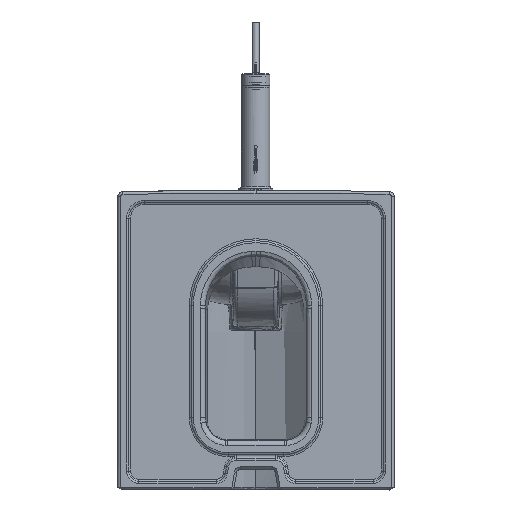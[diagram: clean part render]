
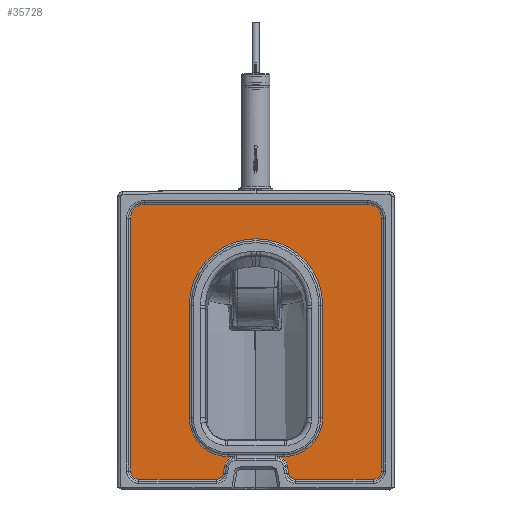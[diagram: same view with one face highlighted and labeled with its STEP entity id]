
A CAD part, left-side view. The second image highlights one B-rep face of the part: STEP entity #35728.
In plain terms, the highlighted face is planar.
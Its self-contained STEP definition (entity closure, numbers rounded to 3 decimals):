
#35480=CARTESIAN_POINT('',(-5.672,52.804,-382.783));
#35481=VERTEX_POINT('',#35480);
#35482=CARTESIAN_POINT('',(-5.616,43.339,-374.766));
#35483=VERTEX_POINT('',#35482);
#35484=CARTESIAN_POINT('',(-5.605,52.804,-373.188));
#35485=DIRECTION('',(1.,0.,-0.007));
#35486=DIRECTION('',(0.007,0.,1.));
#35487=AXIS2_PLACEMENT_3D('',#35484,#35485,#35486);
#35488=CIRCLE('',#35487,9.595);
#35489=EDGE_CURVE('',#35481,#35483,#35488,.F.);
#35524=CARTESIAN_POINT('',(-5.553,41.823,-365.67));
#35525=VERTEX_POINT('',#35524);
#35526=CARTESIAN_POINT('',(-5.553,41.823,-365.67));
#35527=DIRECTION('',(-0.007,0.164,-0.986));
#35528=VECTOR('',#35527,9.221);
#35529=LINE('',#35526,#35528);
#35530=EDGE_CURVE('',#35483,#35525,#35529,.F.);
#35551=CARTESIAN_POINT('',(-3.,0.0,0.021));
#35552=DIRECTION('',(1.,0.0,-0.007));
#35553=DIRECTION('',(-0.007,0.0,-1.));
#35554=AXIS2_PLACEMENT_3D('',#35551,#35552,#35553);
#35555=PLANE('',#35554);
#35556=CARTESIAN_POINT('',(-4.058,-88.696,-151.475));
#35557=VERTEX_POINT('',#35556);
#35558=CARTESIAN_POINT('',(-4.058,88.696,-151.475));
#35559=VERTEX_POINT('',#35558);
#35560=CARTESIAN_POINT('',(-4.058,0.,-151.475));
#35561=DIRECTION('',(1.,0.0,-0.007));
#35562=DIRECTION('',(0.007,0.0,1.));
#35563=AXIS2_PLACEMENT_3D('',#35560,#35561,#35562);
#35564=CIRCLE('',#35563,88.696);
#35565=EDGE_CURVE('',#35557,#35559,#35564,.F.);
#35566=ORIENTED_EDGE('',*,*,#35565,.T.);
#35567=CARTESIAN_POINT('',(-5.1,88.696,-300.764));
#35568=VERTEX_POINT('',#35567);
#35569=CARTESIAN_POINT('',(-5.1,88.696,-300.764));
#35570=DIRECTION('',(0.007,0.0,1.));
#35571=VECTOR('',#35570,149.292);
#35572=LINE('',#35569,#35571);
#35573=EDGE_CURVE('',#35559,#35568,#35572,.F.);
#35574=ORIENTED_EDGE('',*,*,#35573,.T.);
#35575=CARTESIAN_POINT('',(-5.461,37.025,-352.434));
#35576=VERTEX_POINT('',#35575);
#35577=CARTESIAN_POINT('',(-5.1,37.025,-300.764));
#35578=DIRECTION('',(1.,0.0,-0.007));
#35579=DIRECTION('',(0.007,0.0,1.));
#35580=AXIS2_PLACEMENT_3D('',#35577,#35578,#35579);
#35581=CIRCLE('',#35580,51.671);
#35582=EDGE_CURVE('',#35568,#35576,#35581,.F.);
#35583=ORIENTED_EDGE('',*,*,#35582,.T.);
#35584=CARTESIAN_POINT('',(-5.461,28.946,-352.434));
#35585=VERTEX_POINT('',#35584);
#35586=CARTESIAN_POINT('',(-5.461,28.946,-352.434));
#35587=DIRECTION('',(0.0,1.0,0.0));
#35588=VECTOR('',#35587,8.079);
#35589=LINE('',#35586,#35588);
#35590=EDGE_CURVE('',#35576,#35585,#35589,.F.);
#35591=ORIENTED_EDGE('',*,*,#35590,.T.);
#35592=CARTESIAN_POINT('',(-5.572,25.845,-368.333));
#35593=DIRECTION('',(1.,0.0,-0.007));
#35594=DIRECTION('',(0.007,0.0,1.));
#35595=AXIS2_PLACEMENT_3D('',#35592,#35593,#35594);
#35596=CIRCLE('',#35595,16.199);
#35597=EDGE_CURVE('',#35525,#35585,#35596,.T.);
#35598=ORIENTED_EDGE('',*,*,#35597,.F.);
#35599=ORIENTED_EDGE('',*,*,#35530,.F.);
#35600=ORIENTED_EDGE('',*,*,#35489,.F.);
#35601=CARTESIAN_POINT('',(-5.672,155.755,-382.783));
#35602=VERTEX_POINT('',#35601);
#35603=CARTESIAN_POINT('',(-5.672,52.804,-382.783));
#35604=DIRECTION('',(0.0,1.0,0.0));
#35605=VECTOR('',#35604,102.951);
#35606=LINE('',#35603,#35605);
#35607=EDGE_CURVE('',#35602,#35481,#35606,.F.);
#35608=ORIENTED_EDGE('',*,*,#35607,.F.);
#35609=CARTESIAN_POINT('',(-5.595,166.804,-371.734));
#35610=VERTEX_POINT('',#35609);
#35611=CARTESIAN_POINT('',(-5.595,155.755,-371.734));
#35612=DIRECTION('',(1.,0.0,-0.007));
#35613=DIRECTION('',(0.007,0.0,1.));
#35614=AXIS2_PLACEMENT_3D('',#35611,#35612,#35613);
#35615=CIRCLE('',#35614,11.049);
#35616=EDGE_CURVE('',#35610,#35602,#35615,.F.);
#35617=ORIENTED_EDGE('',*,*,#35616,.F.);
#35618=CARTESIAN_POINT('',(-3.249,166.804,-35.663));
#35619=VERTEX_POINT('',#35618);
#35620=CARTESIAN_POINT('',(-5.595,166.804,-371.734));
#35621=DIRECTION('',(0.007,0.0,1.));
#35622=VECTOR('',#35621,336.08);
#35623=LINE('',#35620,#35622);
#35624=EDGE_CURVE('',#35619,#35610,#35623,.F.);
#35625=ORIENTED_EDGE('',*,*,#35624,.F.);
#35626=CARTESIAN_POINT('',(-3.12,148.315,-17.175));
#35627=VERTEX_POINT('',#35626);
#35628=CARTESIAN_POINT('',(-3.249,148.315,-35.663));
#35629=DIRECTION('',(1.,0.0,-0.007));
#35630=DIRECTION('',(0.007,0.0,1.));
#35631=AXIS2_PLACEMENT_3D('',#35628,#35629,#35630);
#35632=CIRCLE('',#35631,18.489);
#35633=EDGE_CURVE('',#35627,#35619,#35632,.F.);
#35634=ORIENTED_EDGE('',*,*,#35633,.F.);
#35635=CARTESIAN_POINT('',(-3.12,-148.315,-17.175));
#35636=VERTEX_POINT('',#35635);
#35637=CARTESIAN_POINT('',(-3.12,148.315,-17.175));
#35638=DIRECTION('',(0.0,-1.0,0.0));
#35639=VECTOR('',#35638,296.63);
#35640=LINE('',#35637,#35639);
#35641=EDGE_CURVE('',#35627,#35636,#35640,.T.);
#35642=ORIENTED_EDGE('',*,*,#35641,.T.);
#35643=CARTESIAN_POINT('',(-3.249,-166.804,-35.663));
#35644=VERTEX_POINT('',#35643);
#35645=CARTESIAN_POINT('',(-3.249,-148.315,-35.663));
#35646=DIRECTION('',(1.,0.0,-0.007));
#35647=DIRECTION('',(0.007,0.0,1.));
#35648=AXIS2_PLACEMENT_3D('',#35645,#35646,#35647);
#35649=CIRCLE('',#35648,18.489);
#35650=EDGE_CURVE('',#35636,#35644,#35649,.T.);
#35651=ORIENTED_EDGE('',*,*,#35650,.T.);
#35652=CARTESIAN_POINT('',(-5.595,-166.804,-371.734));
#35653=VERTEX_POINT('',#35652);
#35654=CARTESIAN_POINT('',(-5.595,-166.804,-371.734));
#35655=DIRECTION('',(0.007,0.0,1.));
#35656=VECTOR('',#35655,336.08);
#35657=LINE('',#35654,#35656);
#35658=EDGE_CURVE('',#35644,#35653,#35657,.F.);
#35659=ORIENTED_EDGE('',*,*,#35658,.T.);
#35660=CARTESIAN_POINT('',(-5.672,-155.755,-382.783));
#35661=VERTEX_POINT('',#35660);
#35662=CARTESIAN_POINT('',(-5.595,-155.755,-371.734));
#35663=DIRECTION('',(1.,0.0,-0.007));
#35664=DIRECTION('',(0.007,0.0,1.));
#35665=AXIS2_PLACEMENT_3D('',#35662,#35663,#35664);
#35666=CIRCLE('',#35665,11.049);
#35667=EDGE_CURVE('',#35653,#35661,#35666,.T.);
#35668=ORIENTED_EDGE('',*,*,#35667,.T.);
#35669=CARTESIAN_POINT('',(-5.672,-52.804,-382.783));
#35670=VERTEX_POINT('',#35669);
#35671=CARTESIAN_POINT('',(-5.672,-155.755,-382.783));
#35672=DIRECTION('',(0.0,1.0,0.0));
#35673=VECTOR('',#35672,102.951);
#35674=LINE('',#35671,#35673);
#35675=EDGE_CURVE('',#35661,#35670,#35674,.T.);
#35676=ORIENTED_EDGE('',*,*,#35675,.T.);
#35677=CARTESIAN_POINT('',(-5.616,-43.339,-374.766));
#35678=VERTEX_POINT('',#35677);
#35679=CARTESIAN_POINT('',(-5.605,-52.804,-373.188));
#35680=DIRECTION('',(1.,0.0,-0.007));
#35681=DIRECTION('',(0.007,0.0,1.));
#35682=AXIS2_PLACEMENT_3D('',#35679,#35680,#35681);
#35683=CIRCLE('',#35682,9.595);
#35684=EDGE_CURVE('',#35670,#35678,#35683,.T.);
#35685=ORIENTED_EDGE('',*,*,#35684,.T.);
#35686=CARTESIAN_POINT('',(-5.553,-41.823,-365.67));
#35687=VERTEX_POINT('',#35686);
#35688=CARTESIAN_POINT('',(-5.553,-41.823,-365.67));
#35689=DIRECTION('',(-0.007,-0.164,-0.986));
#35690=VECTOR('',#35689,9.221);
#35691=LINE('',#35688,#35690);
#35692=EDGE_CURVE('',#35678,#35687,#35691,.F.);
#35693=ORIENTED_EDGE('',*,*,#35692,.T.);
#35694=CARTESIAN_POINT('',(-5.461,-28.946,-352.434));
#35695=VERTEX_POINT('',#35694);
#35696=CARTESIAN_POINT('',(-5.572,-25.845,-368.333));
#35697=DIRECTION('',(1.,0.0,-0.007));
#35698=DIRECTION('',(0.007,0.0,1.));
#35699=AXIS2_PLACEMENT_3D('',#35696,#35697,#35698);
#35700=CIRCLE('',#35699,16.199);
#35701=EDGE_CURVE('',#35687,#35695,#35700,.F.);
#35702=ORIENTED_EDGE('',*,*,#35701,.T.);
#35703=CARTESIAN_POINT('',(-5.461,-37.025,-352.434));
#35704=VERTEX_POINT('',#35703);
#35705=CARTESIAN_POINT('',(-5.461,-37.025,-352.434));
#35706=DIRECTION('',(0.0,1.0,0.0));
#35707=VECTOR('',#35706,8.079);
#35708=LINE('',#35705,#35707);
#35709=EDGE_CURVE('',#35704,#35695,#35708,.T.);
#35710=ORIENTED_EDGE('',*,*,#35709,.F.);
#35711=CARTESIAN_POINT('',(-5.1,-88.696,-300.764));
#35712=VERTEX_POINT('',#35711);
#35713=CARTESIAN_POINT('',(-5.1,-37.025,-300.764));
#35714=DIRECTION('',(1.,0.0,-0.007));
#35715=DIRECTION('',(0.007,0.0,1.));
#35716=AXIS2_PLACEMENT_3D('',#35713,#35714,#35715);
#35717=CIRCLE('',#35716,51.671);
#35718=EDGE_CURVE('',#35712,#35704,#35717,.T.);
#35719=ORIENTED_EDGE('',*,*,#35718,.F.);
#35720=CARTESIAN_POINT('',(-5.1,-88.696,-300.764));
#35721=DIRECTION('',(0.007,0.0,1.));
#35722=VECTOR('',#35721,149.292);
#35723=LINE('',#35720,#35722);
#35724=EDGE_CURVE('',#35557,#35712,#35723,.F.);
#35725=ORIENTED_EDGE('',*,*,#35724,.F.);
#35726=EDGE_LOOP('',(#35566,#35574,#35583,#35591,#35598,#35599,#35600,#35608,#35617,#35625,#35634,#35642,#35651,#35659,#35668,#35676,#35685,#35693,#35702,#35710,#35719,#35725));
#35727=FACE_OUTER_BOUND('',#35726,.T.);
#35728=ADVANCED_FACE('',(#35727),#35555,.T.);
